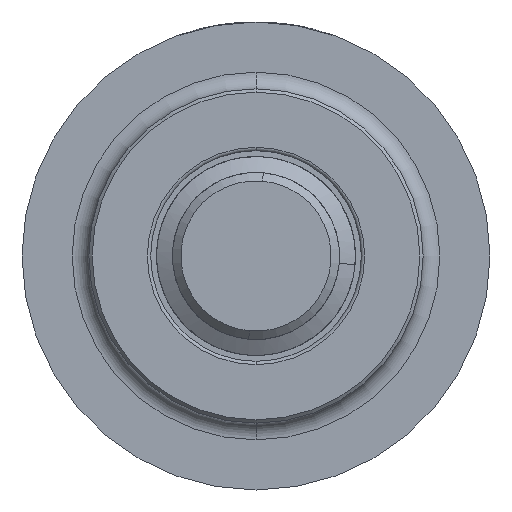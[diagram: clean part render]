
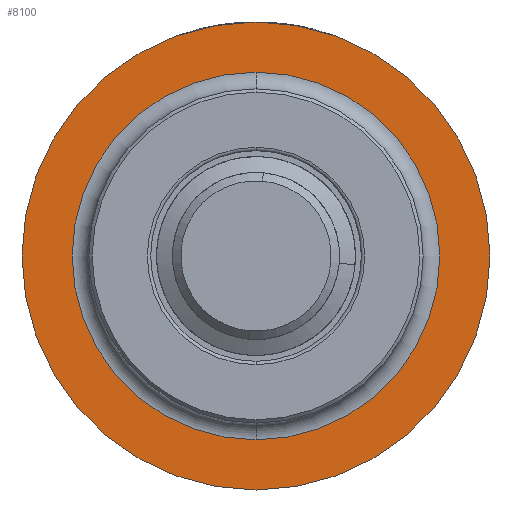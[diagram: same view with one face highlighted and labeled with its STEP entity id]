
A CAD part, front view. The second image highlights one B-rep face of the part: STEP entity #8100.
In plain terms, the highlighted planar face has unit normal (0, -1, 0).
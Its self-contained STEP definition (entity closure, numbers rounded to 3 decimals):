
#150 = DIRECTION ( 'NONE',  ( 0., 0., -1. ) ) ;
#568 = AXIS2_PLACEMENT_3D ( 'NONE', #4595, #7817, #5213 ) ;
#573 = VERTEX_POINT ( 'NONE', #4357 ) ;
#577 = ORIENTED_EDGE ( 'NONE', *, *, #2250, .F. ) ;
#728 = CARTESIAN_POINT ( 'NONE',  ( 0., 7.42, 0. ) ) ;
#898 = ORIENTED_EDGE ( 'NONE', *, *, #8212, .T. ) ;
#995 = CARTESIAN_POINT ( 'NONE',  ( 0., 7.42, -14. ) ) ;
#1269 = CARTESIAN_POINT ( 'NONE',  ( 0., 7.42, 0. ) ) ;
#1365 = DIRECTION ( 'NONE',  ( 0., 0., -1. ) ) ;
#1495 = CIRCLE ( 'NONE', #8172, 11. ) ;
#1678 = VERTEX_POINT ( 'NONE', #2431 ) ;
#1684 = CIRCLE ( 'NONE', #2796, 11. ) ;
#1965 = DIRECTION ( 'NONE',  ( 0., -1., 0. ) ) ;
#2155 = FACE_BOUND ( 'NONE', #4668, .T. ) ;
#2246 = FACE_OUTER_BOUND ( 'NONE', #4247, .T. ) ;
#2250 = EDGE_CURVE ( 'NONE', #2803, #573, #1495, .T. ) ;
#2431 = CARTESIAN_POINT ( 'NONE',  ( 0., 7.42, 14. ) ) ;
#2483 = AXIS2_PLACEMENT_3D ( 'NONE', #5246, #6408, #1365 ) ;
#2796 = AXIS2_PLACEMENT_3D ( 'NONE', #1269, #4386, #4462 ) ;
#2803 = VERTEX_POINT ( 'NONE', #4345 ) ;
#3245 = PLANE ( 'NONE',  #2483 ) ;
#3653 = EDGE_CURVE ( 'NONE', #573, #2803, #1684, .T. ) ;
#4247 = EDGE_LOOP ( 'NONE', ( #898, #5974 ) ) ;
#4345 = CARTESIAN_POINT ( 'NONE',  ( 0., 7.42, -11. ) ) ;
#4357 = CARTESIAN_POINT ( 'NONE',  ( 0., 7.42, 11. ) ) ;
#4386 = DIRECTION ( 'NONE',  ( 0., -1., 0. ) ) ;
#4462 = DIRECTION ( 'NONE',  ( 0., 0., -1. ) ) ;
#4557 = VERTEX_POINT ( 'NONE', #995 ) ;
#4587 = EDGE_CURVE ( 'NONE', #1678, #4557, #7464, .T. ) ;
#4595 = CARTESIAN_POINT ( 'NONE',  ( 0., 7.42, 0. ) ) ;
#4668 = EDGE_LOOP ( 'NONE', ( #577, #8103 ) ) ;
#5213 = DIRECTION ( 'NONE',  ( 0., 0., -1. ) ) ;
#5246 = CARTESIAN_POINT ( 'NONE',  ( 11., 7.42, 0. ) ) ;
#5787 = DIRECTION ( 'NONE',  ( 0., -1., 0. ) ) ;
#5974 = ORIENTED_EDGE ( 'NONE', *, *, #4587, .T. ) ;
#6408 = DIRECTION ( 'NONE',  ( 0., -1., 0. ) ) ;
#6929 = CIRCLE ( 'NONE', #568, 14. ) ;
#6949 = AXIS2_PLACEMENT_3D ( 'NONE', #7855, #1965, #150 ) ;
#7464 = CIRCLE ( 'NONE', #6949, 14. ) ;
#7760 = DIRECTION ( 'NONE',  ( 0., 0., -1. ) ) ;
#7817 = DIRECTION ( 'NONE',  ( 0., -1., 0. ) ) ;
#7855 = CARTESIAN_POINT ( 'NONE',  ( 0., 7.42, 0. ) ) ;
#8100 = ADVANCED_FACE ( 'NONE', ( #2246, #2155 ), #3245, .T. ) ;
#8103 = ORIENTED_EDGE ( 'NONE', *, *, #3653, .F. ) ;
#8172 = AXIS2_PLACEMENT_3D ( 'NONE', #728, #5787, #7760 ) ;
#8212 = EDGE_CURVE ( 'NONE', #4557, #1678, #6929, .T. ) ;
